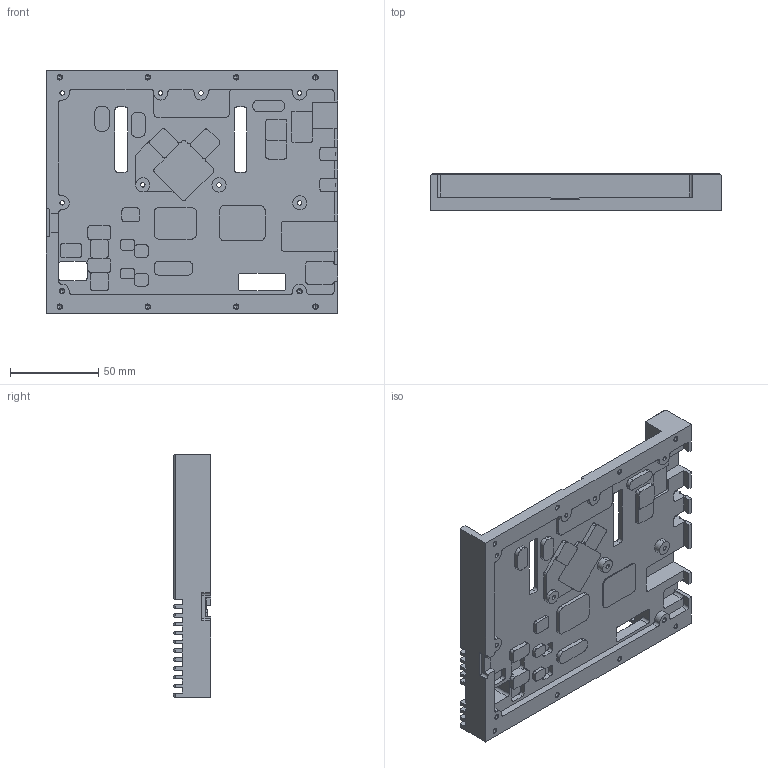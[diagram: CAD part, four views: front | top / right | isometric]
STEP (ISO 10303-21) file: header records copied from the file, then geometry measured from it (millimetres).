
FILE_DESCRIPTION (( 'STEP AP214' ), '1' );
FILE_NAME ('Kintex_SDR_case_top.STEP', '2022-09-21T21:43:13', ( 'MaxAli' ), ( '' ), 'SwSTEP 2.0', 'SolidWorks 2018', '' );
FILE_SCHEMA (( 'AUTOMOTIVE_DESIGN' ));
Length unit declared in the file: millimetre
Products named in the file (1): Kintex_SDR_case_top
Bounding box: 165 x 21 x 138 mm (x, y, z)
Volume: 198270.6 mm3; surface area: 83857.9 mm2
Topology: 1 solids, 1 shells, 777 faces, 2158 edges, 1384 vertices
Faces by surface type: plane 434, cylinder 245, cone 98
Entity records: 24893 total; most frequent: CARTESIAN_POINT 4299, ORIENTED_EDGE 4268, DIRECTION 4255, EDGE_CURVE 2134, LINE 1567, VECTOR 1567, VERTEX_POINT 1384, AXIS2_PLACEMENT_3D 1344
